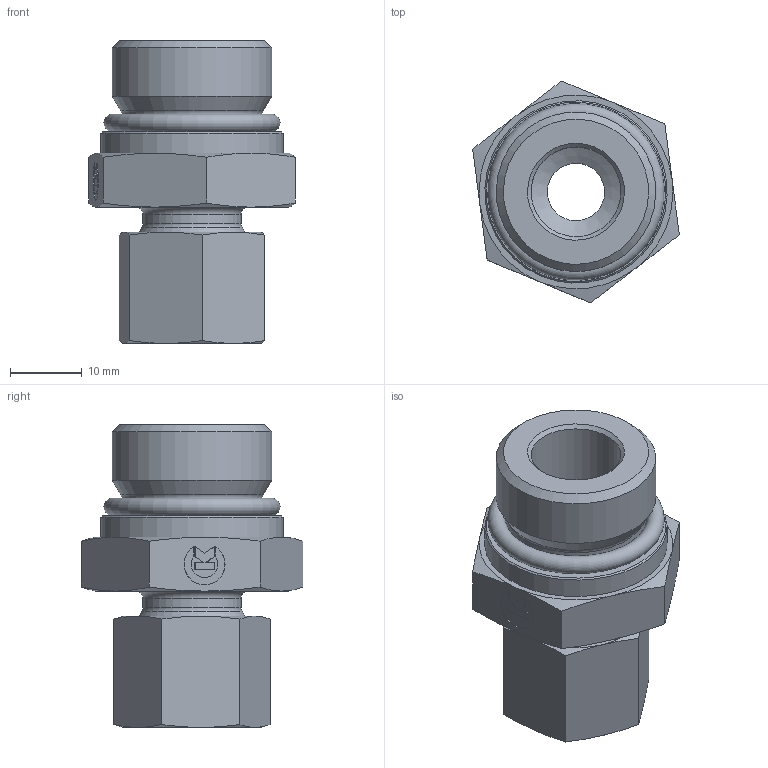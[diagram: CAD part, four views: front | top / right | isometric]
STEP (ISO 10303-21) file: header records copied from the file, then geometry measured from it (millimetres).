
FILE_DESCRIPTION((''),'2;1');
FILE_NAME('18110070816.stp','2014-09-18T11:43:04',(''),('KNOMI spol. s r. o.'),'Autodesk Inventor 2012','Autodesk Inventor 2012','');
FILE_SCHEMA(('AUTOMOTIVE_DESIGN { 1 2 10303 214 0 1 1 1 }'));
Length unit declared in the file: millimetre
Products named in the file (6): PHK-UNF 10L7/8   7/8- 14/M16; 3911016; 40110; PHFUNF; 17310070816; 606191824690
Assembly tree (5 placements, depth 3):
  PHK-UNF 10L7/8   7/8- 14/M16
    3911016
    40110
    PHFUNF
      17310070816
      606191824690
Bounding box: 28.8 x 30.91 x 42.2 mm (x, y, z)
Volume: 12857 mm3; surface area: 7995.3 mm2
Topology: 4 solids, 4 shells, 114 faces, 258 edges, 158 vertices
Faces by surface type: plane 52, cone 39, cylinder 17, torus 6
Full cylindrical faces by diameter (mm): 8 x1, 10 x3, 12.3 x1, 12.5 x1, 13.7 x1, 14 x1, 14.376 x1, 16 x1, 19.63 x1, 22.225 x1, 25.4 x1
Entity records: 3178 total; most frequent: CARTESIAN_POINT 588, DIRECTION 494, ORIENTED_EDGE 434, EDGE_CURVE 217, AXIS2_PLACEMENT_3D 200, EDGE_LOOP 161, VERTEX_POINT 150, STYLED_ITEM 118
